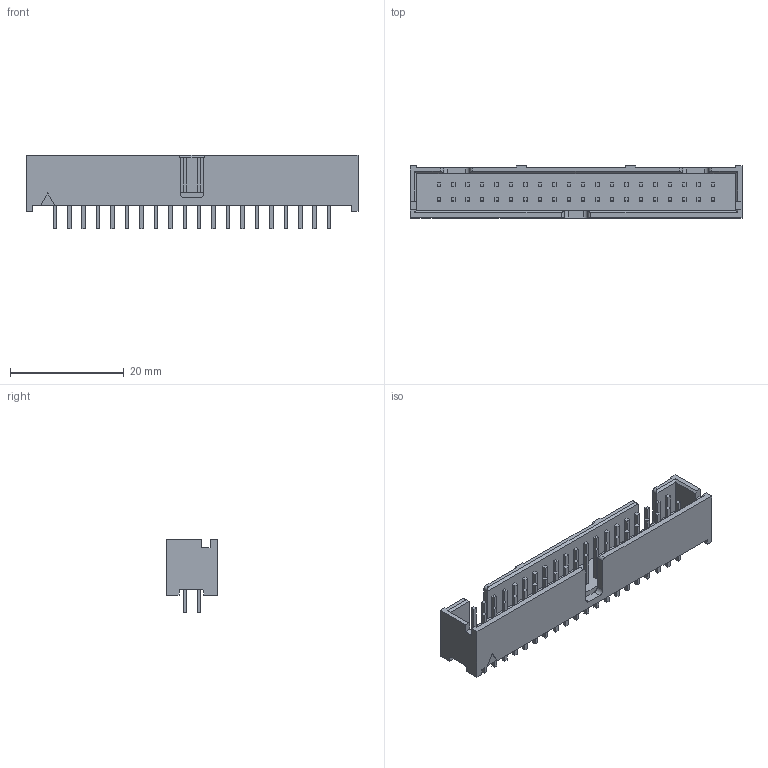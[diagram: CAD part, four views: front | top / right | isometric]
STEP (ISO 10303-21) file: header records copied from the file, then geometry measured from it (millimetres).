
FILE_DESCRIPTION(('FreeCAD Model'),'2;1');
FILE_NAME('C-5103308-8.step','2017-11-28T18:51:23',( 'kicad StepUp'),('ksu MCAD'),'Open CASCADE STEP processor 6.8', 'FreeCAD','Unknown');
FILE_SCHEMA(('AUTOMOTIVE_DESIGN_CC2 { 1 2 10303 214 -1 1 5 4 }'));
Length unit declared in the file: millimetre
Products named in the file (2): ASSEMBLY; C-5103308-8
Assembly tree (1 placements, depth 2):
  ASSEMBLY
    C-5103308-8
Bounding box: 58.42 x 9.14 x 12.9 mm (x, y, z)
Volume: 2244.2 mm3; surface area: 3920.9 mm2
Topology: 1 solids, 1 shells, 487 faces, 1205 edges, 800 vertices
Faces by surface type: plane 471, cylinder 16
Entity records: 14188 total; most frequent: CARTESIAN_POINT 2524, ORIENTED_EDGE 2410, DIRECTION 2209, EDGE_CURVE 1205, LINE 1167, VECTOR 1167, VERTEX_POINT 800, FACE_BOUND 567
